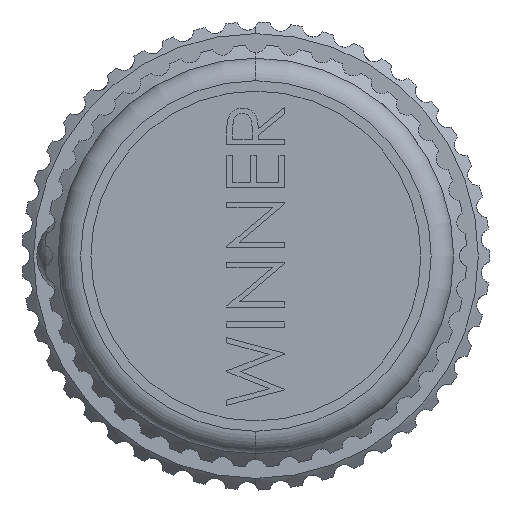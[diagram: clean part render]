
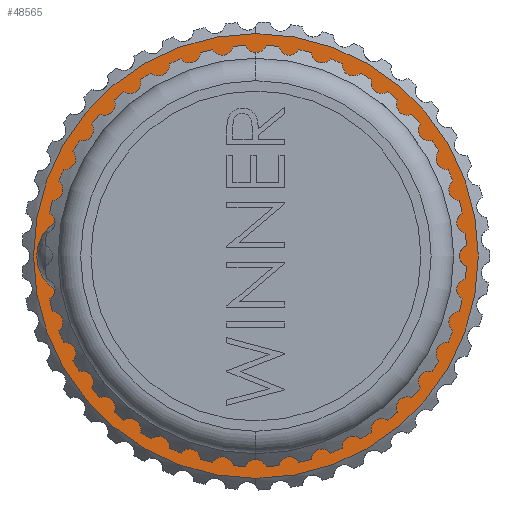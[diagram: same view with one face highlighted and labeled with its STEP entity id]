
A CAD part, left-side view. The second image highlights one B-rep face of the part: STEP entity #48565.
In plain terms, the highlighted planar face has unit normal (-1, 0, 0).
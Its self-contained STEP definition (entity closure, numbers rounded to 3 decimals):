
#51 = CIRCLE ( 'NONE', #12093, 15.3 ) ;
#1196 = CIRCLE ( 'NONE', #46886, 8.56 ) ;
#2935 = ORIENTED_EDGE ( 'NONE', *, *, #27160, .F. ) ;
#3108 = DIRECTION ( 'NONE',  ( -1., 0., 0. ) ) ;
#3409 = DIRECTION ( 'NONE',  ( -1., 0., 0. ) ) ;
#4067 = EDGE_LOOP ( 'NONE', ( #2935, #28950 ) ) ;
#4200 = DIRECTION ( 'NONE',  ( 0., 0., 1. ) ) ;
#7818 = CARTESIAN_POINT ( 'NONE',  ( -7.9, 0., 15.3 ) ) ;
#8380 = VERTEX_POINT ( 'NONE', #7818 ) ;
#10143 = VERTEX_POINT ( 'NONE', #41146 ) ;
#12093 = AXIS2_PLACEMENT_3D ( 'NONE', #18493, #43466, #23469 ) ;
#13319 = VERTEX_POINT ( 'NONE', #54814 ) ;
#14432 = CIRCLE ( 'NONE', #37927, 15.3 ) ;
#18426 = DIRECTION ( 'NONE',  ( 0., 0., 1. ) ) ;
#18493 = CARTESIAN_POINT ( 'NONE',  ( -7.9, 0., 0. ) ) ;
#22863 = CARTESIAN_POINT ( 'NONE',  ( -7.9, 0., 0. ) ) ;
#23469 = DIRECTION ( 'NONE',  ( 0., 0., 1. ) ) ;
#24008 = VERTEX_POINT ( 'NONE', #29894 ) ;
#24914 = FACE_OUTER_BOUND ( 'NONE', #26451, .T. ) ;
#26451 = EDGE_LOOP ( 'NONE', ( #58544, #43528 ) ) ;
#26463 = FACE_BOUND ( 'NONE', #4067, .T. ) ;
#27160 = EDGE_CURVE ( 'NONE', #24008, #13319, #1196, .T. ) ;
#27813 = DIRECTION ( 'NONE',  ( 0., 0., 1. ) ) ;
#28003 = DIRECTION ( 'NONE',  ( 0., 0., 1. ) ) ;
#28950 = ORIENTED_EDGE ( 'NONE', *, *, #54445, .F. ) ;
#29894 = CARTESIAN_POINT ( 'NONE',  ( -7.9, 0., 8.56 ) ) ;
#32967 = CARTESIAN_POINT ( 'NONE',  ( -7.9, 0., 0. ) ) ;
#37927 = AXIS2_PLACEMENT_3D ( 'NONE', #39324, #54005, #4200 ) ;
#39216 = AXIS2_PLACEMENT_3D ( 'NONE', #32967, #3409, #28003 ) ;
#39324 = CARTESIAN_POINT ( 'NONE',  ( -7.9, 0., 0. ) ) ;
#39687 = CIRCLE ( 'NONE', #39216, 8.56 ) ;
#41146 = CARTESIAN_POINT ( 'NONE',  ( -7.9, 0., -15.3 ) ) ;
#42984 = CARTESIAN_POINT ( 'NONE',  ( -7.9, 0., 0. ) ) ;
#43466 = DIRECTION ( 'NONE',  ( -1., 0., 0. ) ) ;
#43528 = ORIENTED_EDGE ( 'NONE', *, *, #59386, .T. ) ;
#46886 = AXIS2_PLACEMENT_3D ( 'NONE', #42984, #3108, #18426 ) ;
#47206 = PLANE ( 'NONE',  #58147 ) ;
#48565 = ADVANCED_FACE ( 'NONE', ( #26463, #24914 ), #47206, .T. ) ;
#50007 = EDGE_CURVE ( 'NONE', #10143, #8380, #14432, .T. ) ;
#54005 = DIRECTION ( 'NONE',  ( -1., 0., 0. ) ) ;
#54445 = EDGE_CURVE ( 'NONE', #13319, #24008, #39687, .T. ) ;
#54814 = CARTESIAN_POINT ( 'NONE',  ( -7.9, 0., -8.56 ) ) ;
#57342 = DIRECTION ( 'NONE',  ( -1., 0., 0. ) ) ;
#58147 = AXIS2_PLACEMENT_3D ( 'NONE', #22863, #57342, #27813 ) ;
#58544 = ORIENTED_EDGE ( 'NONE', *, *, #50007, .T. ) ;
#59386 = EDGE_CURVE ( 'NONE', #8380, #10143, #51, .T. ) ;
